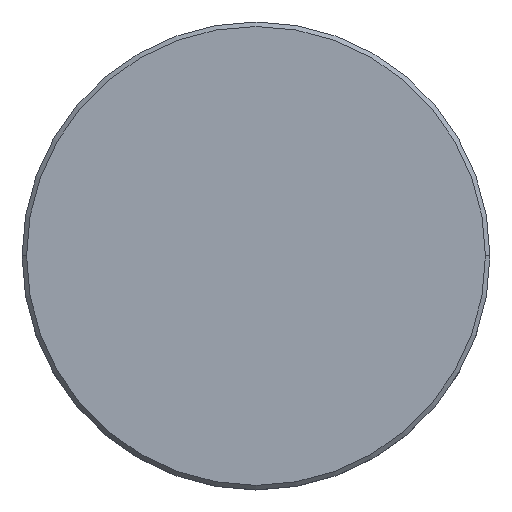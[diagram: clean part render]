
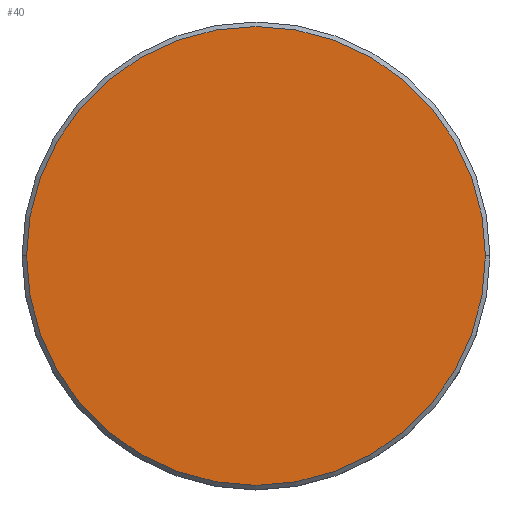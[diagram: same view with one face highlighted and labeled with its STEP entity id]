
A CAD part, top view. The second image highlights one B-rep face of the part: STEP entity #40.
In plain terms, the highlighted planar face has unit normal (0, 0, 1).
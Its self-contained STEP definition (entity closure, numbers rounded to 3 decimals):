
#40 = ADVANCED_FACE ( 'NONE', ( #86 ), #899, .T. ) ;
#86 = FACE_OUTER_BOUND ( 'NONE', #274, .T. ) ;
#224 = AXIS2_PLACEMENT_3D ( 'NONE', #1155, #629, #718 ) ;
#274 = EDGE_LOOP ( 'NONE', ( #297, #799 ) ) ;
#297 = ORIENTED_EDGE ( 'NONE', *, *, #1174, .T. ) ;
#370 = CIRCLE ( 'NONE', #224, 25.5 ) ;
#458 = CARTESIAN_POINT ( 'NONE',  ( 0., 0., 0. ) ) ;
#504 = CARTESIAN_POINT ( 'NONE',  ( -25.5, 0., 0. ) ) ;
#589 = VERTEX_POINT ( 'NONE', #504 ) ;
#629 = DIRECTION ( 'NONE',  ( 0., 0., 1. ) ) ;
#658 = DIRECTION ( 'NONE',  ( 0., 0., 1. ) ) ;
#718 = DIRECTION ( 'NONE',  ( 1., 0., 0. ) ) ;
#766 = AXIS2_PLACEMENT_3D ( 'NONE', #458, #658, #996 ) ;
#799 = ORIENTED_EDGE ( 'NONE', *, *, #932, .T. ) ;
#899 = PLANE ( 'NONE',  #766 ) ;
#931 = CARTESIAN_POINT ( 'NONE',  ( 0., 0., 0. ) ) ;
#932 = EDGE_CURVE ( 'NONE', #969, #589, #1021, .T. ) ;
#969 = VERTEX_POINT ( 'NONE', #1011 ) ;
#987 = AXIS2_PLACEMENT_3D ( 'NONE', #931, #1180, #1008 ) ;
#996 = DIRECTION ( 'NONE',  ( 1., 0., 0. ) ) ;
#1008 = DIRECTION ( 'NONE',  ( 1., 0., 0. ) ) ;
#1011 = CARTESIAN_POINT ( 'NONE',  ( 25.5, 0., 0. ) ) ;
#1021 = CIRCLE ( 'NONE', #987, 25.5 ) ;
#1155 = CARTESIAN_POINT ( 'NONE',  ( 0., 0., 0. ) ) ;
#1174 = EDGE_CURVE ( 'NONE', #589, #969, #370, .T. ) ;
#1180 = DIRECTION ( 'NONE',  ( 0., 0., 1. ) ) ;
